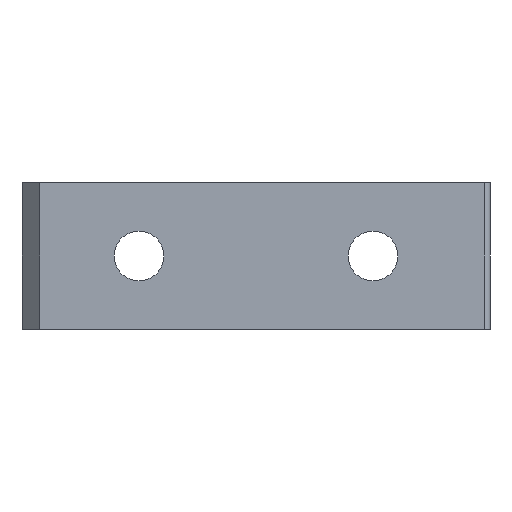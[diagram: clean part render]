
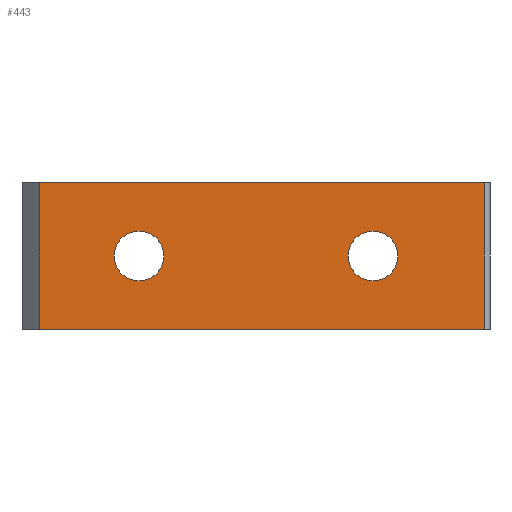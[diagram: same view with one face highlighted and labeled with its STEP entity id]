
A CAD part, front view. The second image highlights one B-rep face of the part: STEP entity #443.
In plain terms, the highlighted planar face has unit normal (0, -1, 0).
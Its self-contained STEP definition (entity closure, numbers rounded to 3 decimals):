
#36=FACE_BOUND('',#103,.T.);
#37=FACE_BOUND('',#104,.T.);
#54=CIRCLE('',#473,4.25);
#55=CIRCLE('',#474,4.25);
#75=FACE_OUTER_BOUND('',#102,.T.);
#102=EDGE_LOOP('',(#313,#314,#315,#316));
#103=EDGE_LOOP('',(#317));
#104=EDGE_LOOP('',(#318));
#149=LINE('',#680,#179);
#150=LINE('',#683,#180);
#151=LINE('',#685,#181);
#152=LINE('',#686,#182);
#179=VECTOR('',#534,25.);
#180=VECTOR('',#537,76.);
#181=VECTOR('',#538,25.);
#182=VECTOR('',#539,76.);
#206=VERTEX_POINT('',#673);
#209=VERTEX_POINT('',#678);
#210=VERTEX_POINT('',#682);
#211=VERTEX_POINT('',#684);
#212=VERTEX_POINT('',#687);
#213=VERTEX_POINT('',#689);
#253=EDGE_CURVE('',#209,#206,#149,.T.);
#254=EDGE_CURVE('',#209,#210,#150,.T.);
#255=EDGE_CURVE('',#211,#210,#151,.T.);
#256=EDGE_CURVE('',#211,#206,#152,.T.);
#257=EDGE_CURVE('',#212,#212,#54,.T.);
#258=EDGE_CURVE('',#213,#213,#55,.T.);
#313=ORIENTED_EDGE('',*,*,#253,.F.);
#314=ORIENTED_EDGE('',*,*,#254,.T.);
#315=ORIENTED_EDGE('',*,*,#255,.F.);
#316=ORIENTED_EDGE('',*,*,#256,.T.);
#317=ORIENTED_EDGE('',*,*,#257,.T.);
#318=ORIENTED_EDGE('',*,*,#258,.T.);
#428=PLANE('',#472);
#443=ADVANCED_FACE('',(#75,#36,#37),#428,.T.);
#472=AXIS2_PLACEMENT_3D('',#681,#535,#536);
#473=AXIS2_PLACEMENT_3D('',#688,#540,#541);
#474=AXIS2_PLACEMENT_3D('',#690,#542,#543);
#534=DIRECTION('',(0.,0.,1.));
#535=DIRECTION('center_axis',(0.,-1.,0.));
#536=DIRECTION('ref_axis',(0.,0.,-1.));
#537=DIRECTION('',(1.,0.,0.));
#538=DIRECTION('',(0.,0.,-1.));
#539=DIRECTION('',(-1.,0.,0.));
#540=DIRECTION('center_axis',(0.,1.,0.));
#541=DIRECTION('ref_axis',(1.,0.,0.));
#542=DIRECTION('center_axis',(0.,1.,0.));
#543=DIRECTION('ref_axis',(1.,0.,0.));
#673=CARTESIAN_POINT('',(-35.525,-48.411,25.));
#678=CARTESIAN_POINT('',(-35.525,-48.411,0.));
#680=CARTESIAN_POINT('',(-35.525,-48.411,0.));
#681=CARTESIAN_POINT('Origin',(41.475,-48.411,0.));
#682=CARTESIAN_POINT('',(40.475,-48.411,0.));
#683=CARTESIAN_POINT('',(-38.525,-48.411,0.));
#684=CARTESIAN_POINT('',(40.475,-48.411,25.));
#685=CARTESIAN_POINT('',(40.475,-48.411,0.));
#686=CARTESIAN_POINT('',(-38.525,-48.411,25.));
#687=CARTESIAN_POINT('',(17.225,-48.411,12.5));
#688=CARTESIAN_POINT('Origin',(21.475,-48.411,12.5));
#689=CARTESIAN_POINT('',(-22.775,-48.411,12.5));
#690=CARTESIAN_POINT('Origin',(-18.525,-48.411,12.5));
